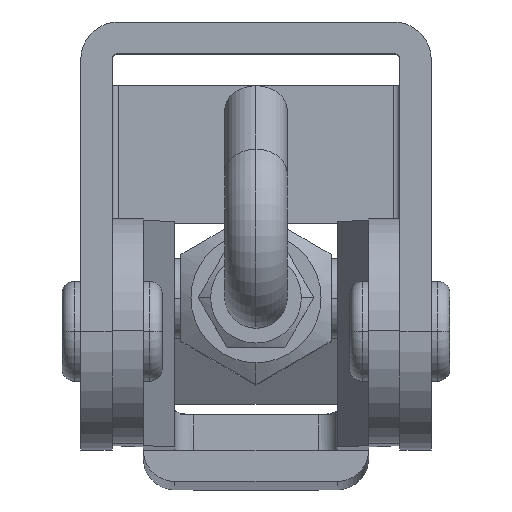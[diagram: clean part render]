
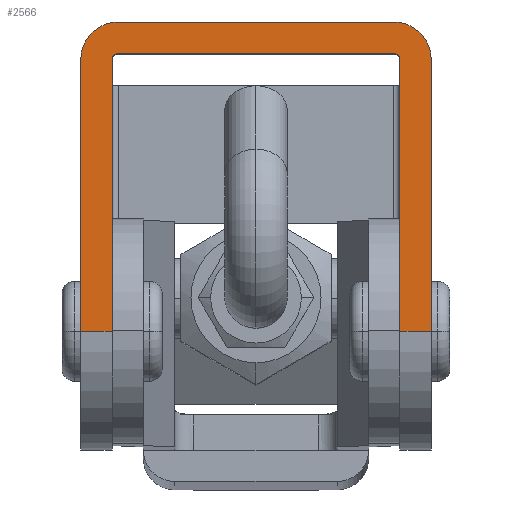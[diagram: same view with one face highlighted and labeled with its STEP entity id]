
A CAD part, top view. The second image highlights one B-rep face of the part: STEP entity #2566.
In plain terms, the highlighted planar face has unit normal (0, 0, 1).
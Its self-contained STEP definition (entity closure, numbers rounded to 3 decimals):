
#22 = CARTESIAN_POINT ( 'NONE',  ( -11.5, -3., 35. ) ) ;
#311 = VERTEX_POINT ( 'NONE', #22 ) ;
#1675 = EDGE_LOOP ( 'NONE', ( #13987, #12176, #14093, #14761, #12007, #14072, #14775, #12136, #12123, #14850, #12131, #14851 ) ) ;
#1959 = EDGE_CURVE ( 'NONE', #14984, #15051, #6666, .T. ) ;
#2566 = ADVANCED_FACE ( 'NONE', ( #5944 ), #15418, .T. ) ;
#2905 = VECTOR ( 'NONE', #12475, 1000. ) ;
#2909 = LINE ( 'NONE', #12473, #2905 ) ;
#2922 = VECTOR ( 'NONE', #12499, 1000. ) ;
#2927 = LINE ( 'NONE', #12505, #2922 ) ;
#2972 = VECTOR ( 'NONE', #12597, 1000. ) ;
#2975 = LINE ( 'NONE', #12598, #2972 ) ;
#3099 = EDGE_CURVE ( 'NONE', #15081, #14802, #2975, .T. ) ;
#3130 = EDGE_CURVE ( 'NONE', #14119, #311, #2927, .T. ) ;
#3140 = EDGE_CURVE ( 'NONE', #14695, #14686, #2909, .T. ) ;
#3168 = EDGE_CURVE ( 'NONE', #311, #14695, #12657, .T. ) ;
#3253 = EDGE_CURVE ( 'NONE', #15051, #14577, #12813, .T. ) ;
#3270 = EDGE_CURVE ( 'NONE', #15062, #14802, #12846, .T. ) ;
#3529 = EDGE_CURVE ( 'NONE', #14119, #14984, #13317, .T. ) ;
#3569 = EDGE_CURVE ( 'NONE', #14686, #15081, #13386, .T. ) ;
#3582 = EDGE_CURVE ( 'NONE', #14577, #14977, #13406, .T. ) ;
#3882 = EDGE_CURVE ( 'NONE', #14977, #15025, #13857, .T. ) ;
#4312 = CARTESIAN_POINT ( 'NONE',  ( 11., 0., 35. ) ) ;
#4350 = CARTESIAN_POINT ( 'NONE',  ( -14., -24.7, 35. ) ) ;
#4711 = CARTESIAN_POINT ( 'NONE',  ( 11.5, -3., 35. ) ) ;
#4727 = CARTESIAN_POINT ( 'NONE',  ( -14., -3., 35. ) ) ;
#4728 = CARTESIAN_POINT ( 'NONE',  ( 14., -24.7, 35. ) ) ;
#4755 = CARTESIAN_POINT ( 'NONE',  ( 14., -3., 35. ) ) ;
#4849 = CARTESIAN_POINT ( 'NONE',  ( 11.5, -24.7, 35. ) ) ;
#4936 = CARTESIAN_POINT ( 'NONE',  ( -11., -2.5, 35. ) ) ;
#4965 = CARTESIAN_POINT ( 'NONE',  ( 11., -2.5, 35. ) ) ;
#5055 = CARTESIAN_POINT ( 'NONE',  ( -11., 0., 35. ) ) ;
#5269 = EDGE_CURVE ( 'NONE', #15025, #15062, #13882, .T. ) ;
#5434 = CARTESIAN_POINT ( 'NONE',  ( -11.5, -24.7, 35. ) ) ;
#5944 = FACE_OUTER_BOUND ( 'NONE', #1675, .T. ) ;
#6661 = VECTOR ( 'NONE', #21724, 1000. ) ;
#6666 = LINE ( 'NONE', #21746, #6661 ) ;
#6945 = DIRECTION ( 'NONE',  ( 0., -1., 0. ) ) ;
#6948 = CARTESIAN_POINT ( 'NONE',  ( 14., 0., 35. ) ) ;
#6996 = DIRECTION ( 'NONE',  ( 1., 0., 0. ) ) ;
#6998 = DIRECTION ( 'NONE',  ( 0., 0., -1. ) ) ;
#6999 = CARTESIAN_POINT ( 'NONE',  ( 11., -3., 35. ) ) ;
#9057 = DIRECTION ( 'NONE',  ( 1., 0., 0. ) ) ;
#9069 = CARTESIAN_POINT ( 'NONE',  ( -14., 0., 35. ) ) ;
#9110 = DIRECTION ( 'NONE',  ( 1., 0., 0. ) ) ;
#9111 = DIRECTION ( 'NONE',  ( 0., 0., -1. ) ) ;
#9112 = CARTESIAN_POINT ( 'NONE',  ( 11., -3., 35. ) ) ;
#9210 = DIRECTION ( 'NONE',  ( -1., 0., 0. ) ) ;
#9217 = CARTESIAN_POINT ( 'NONE',  ( 14., -24.7, 35. ) ) ;
#11649 = DIRECTION ( 'NONE',  ( -1., 0., 0. ) ) ;
#11650 = CARTESIAN_POINT ( 'NONE',  ( 14., -24.7, 35. ) ) ;
#11717 = DIRECTION ( 'NONE',  ( 1., 0., 0. ) ) ;
#11718 = DIRECTION ( 'NONE',  ( 0., 0., -1. ) ) ;
#11719 = CARTESIAN_POINT ( 'NONE',  ( -11., -3., 35. ) ) ;
#12007 = ORIENTED_EDGE ( 'NONE', *, *, #3569, .T. ) ;
#12123 = ORIENTED_EDGE ( 'NONE', *, *, #3882, .F. ) ;
#12131 = ORIENTED_EDGE ( 'NONE', *, *, #3253, .F. ) ;
#12136 = ORIENTED_EDGE ( 'NONE', *, *, #5269, .F. ) ;
#12176 = ORIENTED_EDGE ( 'NONE', *, *, #3130, .T. ) ;
#12338 = DIRECTION ( 'NONE',  ( 1., 0., 0. ) ) ;
#12339 = DIRECTION ( 'NONE',  ( 0., 0., -1. ) ) ;
#12340 = CARTESIAN_POINT ( 'NONE',  ( -11., -3., 35. ) ) ;
#12473 = CARTESIAN_POINT ( 'NONE',  ( -14., -2.5, 35. ) ) ;
#12475 = DIRECTION ( 'NONE',  ( 1., 0., 0. ) ) ;
#12499 = DIRECTION ( 'NONE',  ( 0., 1., 0. ) ) ;
#12505 = CARTESIAN_POINT ( 'NONE',  ( -11.5, -34.5, 35. ) ) ;
#12597 = DIRECTION ( 'NONE',  ( 0., -1., 0. ) ) ;
#12598 = CARTESIAN_POINT ( 'NONE',  ( 11.5, 0., 35. ) ) ;
#12657 = CIRCLE ( 'NONE', #16600, 0.5 ) ;
#12813 = CIRCLE ( 'NONE', #16612, 3. ) ;
#12846 = LINE ( 'NONE', #11650, #12848 ) ;
#12848 = VECTOR ( 'NONE', #11649, 1000. ) ;
#13317 = LINE ( 'NONE', #9217, #13321 ) ;
#13321 = VECTOR ( 'NONE', #9210, 1000. ) ;
#13386 = CIRCLE ( 'NONE', #16648, 0.5 ) ;
#13406 = LINE ( 'NONE', #9069, #13408 ) ;
#13408 = VECTOR ( 'NONE', #9057, 1000. ) ;
#13857 = CIRCLE ( 'NONE', #16713, 3. ) ;
#13882 = LINE ( 'NONE', #6948, #13885 ) ;
#13885 = VECTOR ( 'NONE', #6945, 1000. ) ;
#13987 = ORIENTED_EDGE ( 'NONE', *, *, #3529, .F. ) ;
#14072 = ORIENTED_EDGE ( 'NONE', *, *, #3099, .T. ) ;
#14093 = ORIENTED_EDGE ( 'NONE', *, *, #3168, .T. ) ;
#14119 = VERTEX_POINT ( 'NONE', #5434 ) ;
#14577 = VERTEX_POINT ( 'NONE', #5055 ) ;
#14686 = VERTEX_POINT ( 'NONE', #4965 ) ;
#14695 = VERTEX_POINT ( 'NONE', #4936 ) ;
#14761 = ORIENTED_EDGE ( 'NONE', *, *, #3140, .T. ) ;
#14775 = ORIENTED_EDGE ( 'NONE', *, *, #3270, .F. ) ;
#14802 = VERTEX_POINT ( 'NONE', #4849 ) ;
#14850 = ORIENTED_EDGE ( 'NONE', *, *, #3582, .F. ) ;
#14851 = ORIENTED_EDGE ( 'NONE', *, *, #1959, .F. ) ;
#14977 = VERTEX_POINT ( 'NONE', #4312 ) ;
#14984 = VERTEX_POINT ( 'NONE', #4350 ) ;
#15025 = VERTEX_POINT ( 'NONE', #4755 ) ;
#15051 = VERTEX_POINT ( 'NONE', #4727 ) ;
#15062 = VERTEX_POINT ( 'NONE', #4728 ) ;
#15081 = VERTEX_POINT ( 'NONE', #4711 ) ;
#15412 = DIRECTION ( 'NONE',  ( 1., 0., 0. ) ) ;
#15414 = DIRECTION ( 'NONE',  ( 0., 0., 1. ) ) ;
#15418 = PLANE ( 'NONE',  #16514 ) ;
#15429 = CARTESIAN_POINT ( 'NONE',  ( 11., -3., 35. ) ) ;
#16514 = AXIS2_PLACEMENT_3D ( 'NONE', #15429, #15414, #15412 ) ;
#16600 = AXIS2_PLACEMENT_3D ( 'NONE', #12340, #12339, #12338 ) ;
#16612 = AXIS2_PLACEMENT_3D ( 'NONE', #11719, #11718, #11717 ) ;
#16648 = AXIS2_PLACEMENT_3D ( 'NONE', #9112, #9111, #9110 ) ;
#16713 = AXIS2_PLACEMENT_3D ( 'NONE', #6999, #6998, #6996 ) ;
#21724 = DIRECTION ( 'NONE',  ( 0., 1., 0. ) ) ;
#21746 = CARTESIAN_POINT ( 'NONE',  ( -14., -34.5, 35. ) ) ;
